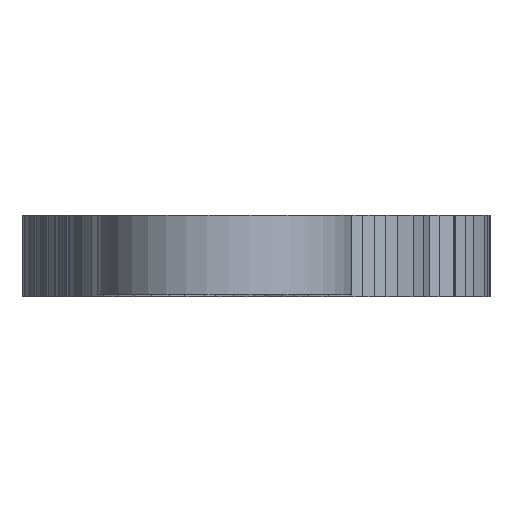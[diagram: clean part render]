
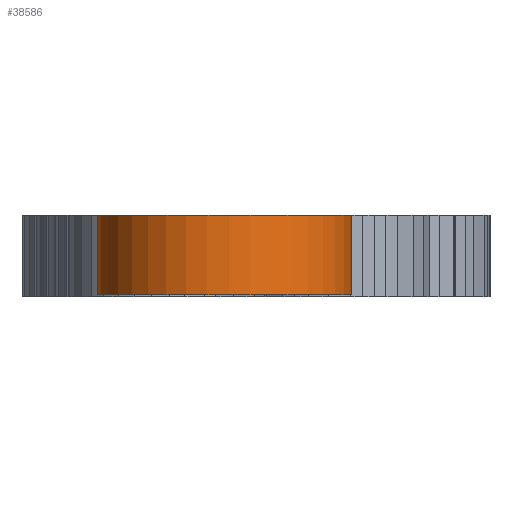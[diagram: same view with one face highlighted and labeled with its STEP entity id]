
A CAD part, left-side view. The second image highlights one B-rep face of the part: STEP entity #38586.
In plain terms, the highlighted cylindrical face has radius 4 mm (diameter 8 mm), a partial arc.
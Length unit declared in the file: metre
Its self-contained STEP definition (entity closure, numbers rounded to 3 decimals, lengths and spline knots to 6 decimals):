
#11=CYLINDRICAL_SURFACE('',#40696,0.004);
#12=CIRCLE('',#40690,0.004);
#14=CIRCLE('',#40693,0.004);
#6790=ORIENTED_EDGE('',*,*,#13674,.F.);
#6791=ORIENTED_EDGE('',*,*,#14591,.T.);
#6792=ORIENTED_EDGE('',*,*,#13724,.F.);
#6793=ORIENTED_EDGE('',*,*,#14589,.F.);
#13674=EDGE_CURVE('',#18463,#18464,#22983,.F.);
#13724=EDGE_CURVE('',#18497,#18498,#23033,.T.);
#14589=EDGE_CURVE('',#18464,#18497,#12,.T.);
#14591=EDGE_CURVE('',#18463,#18498,#14,.T.);
#18463=VERTEX_POINT('',#55828);
#18464=VERTEX_POINT('',#55830);
#18497=VERTEX_POINT('',#55928);
#18498=VERTEX_POINT('',#55930);
#22983=LINE('',#55829,#28564);
#23033=LINE('',#55929,#28614);
#28564=VECTOR('',#45567,1.);
#28614=VECTOR('',#45649,1.);
#32853=EDGE_LOOP('',(#6790,#6791,#6792,#6793));
#34788=FACE_BOUND('',#32853,.T.);
#38586=ADVANCED_FACE('',(#34788),#11,.T.);
#40690=AXIS2_PLACEMENT_3D('',#57644,#47104,#47105);
#40693=AXIS2_PLACEMENT_3D('',#57648,#47110,#47111);
#40696=AXIS2_PLACEMENT_3D('',#57652,#47116,#47117);
#45567=DIRECTION('',(0.,0.,-1.));
#45649=DIRECTION('',(0.,0.,-1.));
#47104=DIRECTION('',(0.,0.,1.));
#47105=DIRECTION('',(1.,0.,0.));
#47110=DIRECTION('',(0.,0.,1.));
#47111=DIRECTION('',(1.,0.,0.));
#47116=DIRECTION('',(0.,0.,-1.));
#47117=DIRECTION('',(-1.,0.,0.));
#55828=CARTESIAN_POINT('',(-0.039599,-0.001793,0.0055));
#55829=CARTESIAN_POINT('',(-0.039599,-0.001793,0.008));
#55830=CARTESIAN_POINT('',(-0.039599,-0.001793,0.008));
#55928=CARTESIAN_POINT('',(-0.040476,-0.008175,0.008));
#55929=CARTESIAN_POINT('',(-0.040476,-0.008175,0.008));
#55930=CARTESIAN_POINT('',(-0.040476,-0.008175,0.0055));
#57644=CARTESIAN_POINT('',(-0.042387,-0.004661,0.008));
#57648=CARTESIAN_POINT('',(-0.042387,-0.004661,0.0055));
#57652=CARTESIAN_POINT('',(-0.042387,-0.004661,0.008));
